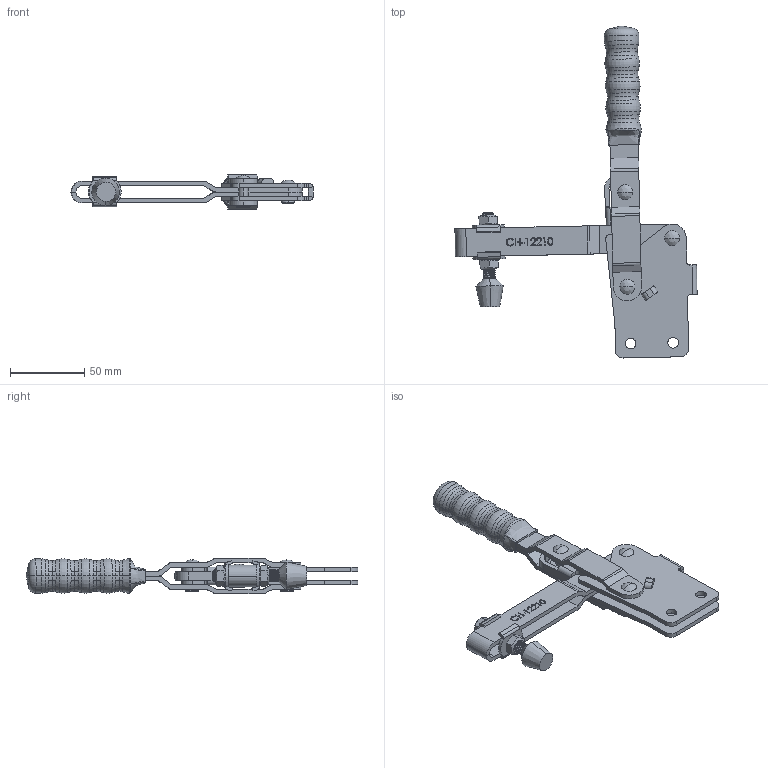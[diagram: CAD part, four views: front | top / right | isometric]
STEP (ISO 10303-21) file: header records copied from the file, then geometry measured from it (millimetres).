
FILE_DESCRIPTION (( 'STEP AP203' ), '1' );
FILE_NAME ('CH-12210.STEP', '2012-09-19T12:42:28', ( '微软用户' ), ( '微软中国' ), 'SwSTEP 2.0', 'SolidWorks 2010', '' );
FILE_SCHEMA (( 'CONFIG_CONTROL_DESIGN' ));
Length unit declared in the file: millimetre
Products named in the file (11): CH-12205-06; CH-12205-07; CH-12210-01; CH-12210; CH-12210-02 U-BAR; CH-12205-03 STRAIGHT HANDLE; CH-12205-04 CONNECTING-PIATE; CH-FW-516; CH-12205-05; CH-FC-56212 SPINDLE SUPPLIED; CH-FC-56212 Nut
Assembly tree (14 placements, depth 2):
  CH-12210
    CH-FC-56212 Nut  x2
    CH-12205-04 CONNECTING-PIATE
    CH-12205-06  x2
    CH-12210-02 U-BAR
    CH-12205-05
    CH-12205-07  x2
    CH-FW-516  x2
    CH-12210-01
    CH-12205-03 STRAIGHT HANDLE
    CH-FC-56212 SPINDLE SUPPLIED
Bounding box: 162.98 x 223.39 x 23.99 mm (x, y, z)
Volume: 98092.7 mm3; surface area: 71324.2 mm2
Topology: 16 solids, 16 shells, 826 faces, 2183 edges, 1409 vertices
Faces by surface type: plane 303, cylinder 228, bspline 188, cone 53, torus 50, sphere 4
Entity records: 44631 total; most frequent: CARTESIAN_POINT 26113, ORIENTED_EDGE 3970, DIRECTION 3000, EDGE_CURVE 1985, VERTEX_POINT 1293, VECTOR 1048, LINE 1048, AXIS2_PLACEMENT_3D 976
